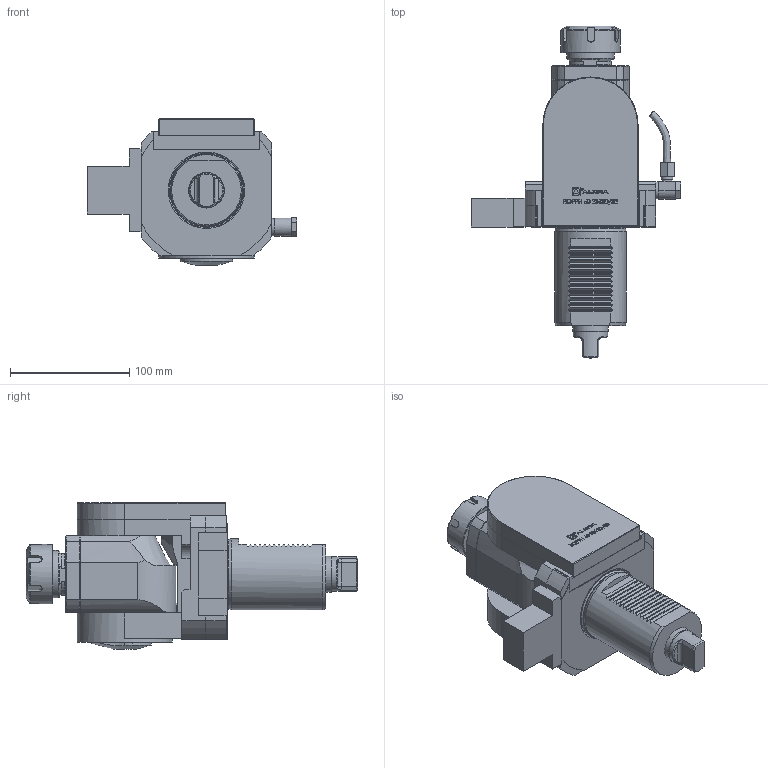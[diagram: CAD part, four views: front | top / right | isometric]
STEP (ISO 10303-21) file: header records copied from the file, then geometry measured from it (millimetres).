
FILE_DESCRIPTION (( 'STEP AP214' ), '1' );
FILE_NAME ('ROPPH60231SD32.STEP', '2025-08-05T15:29:10', ( '' ), ( '' ), 'SwSTEP 2.0', 'SolidWorks 2023', '' );
FILE_SCHEMA (( 'AUTOMOTIVE_DESIGN' ));
Length unit declared in the file: millimetre
Products named in the file (1): ROPPH60231SD32
Bounding box: 175.7 x 278.91 x 123 mm (x, y, z)
Volume: 1463596.7 mm3; surface area: 123898.2 mm2
Topology: 1 solids, 1 shells, 680 faces, 1811 edges, 1175 vertices
Faces by surface type: plane 420, bspline 116, cylinder 105, cone 25, torus 14
Full cylindrical faces by diameter (mm): 1.7 x1, 2.1 x1, 6.366 x1, 8.2 x1, 9.8 x1, 14.5 x1, 29 x1, 30 x1, 40 x1, 50 x1, 58.7 x1, 60 x1, 80 x1
Entity records: 31731 total; most frequent: CARTESIAN_POINT 12613, ORIENTED_EDGE 3550, DIRECTION 2700, EDGE_CURVE 1775, VERTEX_POINT 1163, VECTOR 1126, LINE 1126, AXIS2_PLACEMENT_3D 787
